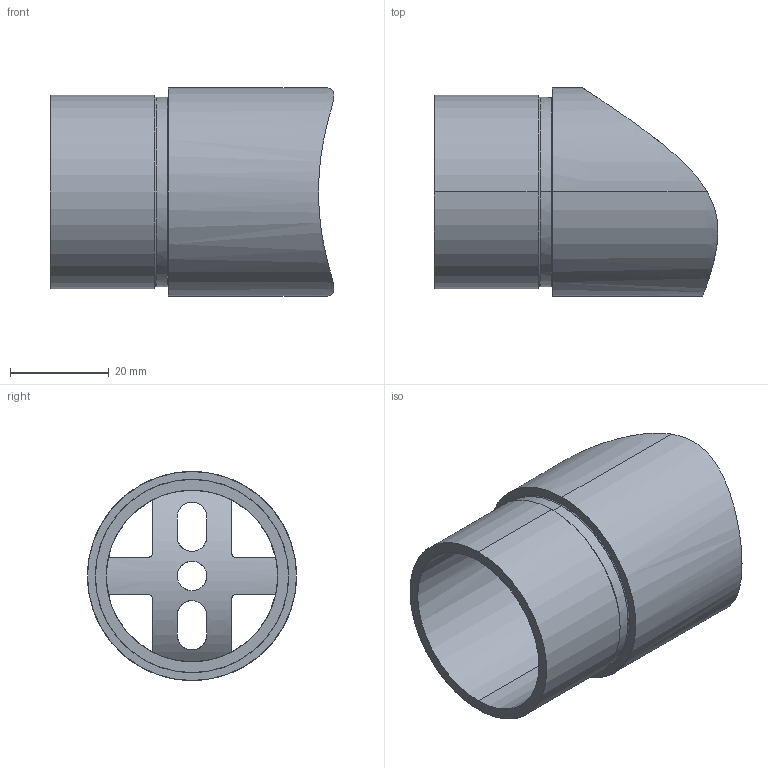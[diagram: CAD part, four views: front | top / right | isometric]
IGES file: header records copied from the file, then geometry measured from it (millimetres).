
Start section: SolidWorks IGES file using analytic representation for surfaces
Global section: file name: àðò. KRT233.IGS; native system: SolidWorks 2014; preprocessor: SolidWorks 2014; author: Àíäðåé; date: 140521.210538; units: millimetre
Bounding box: 57.58 x 42.4 x 42.4 mm (x, y, z)
Surface area: 13980.1 mm2 (no closed solid volume)
Topology: 0 solids, 0 shells, 87 faces, 1668 edges, 1668 vertices
Faces by surface type: bspline 46, revolution 41
